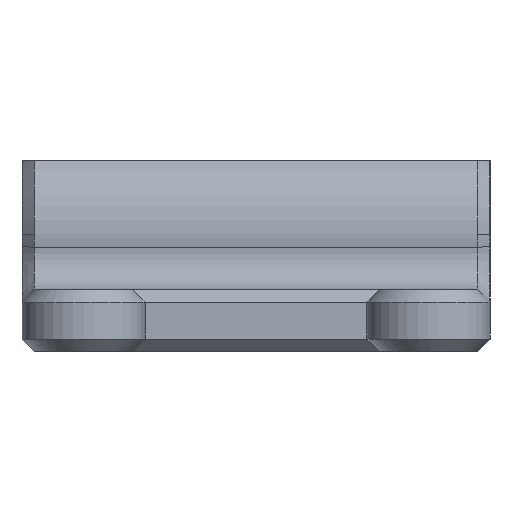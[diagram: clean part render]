
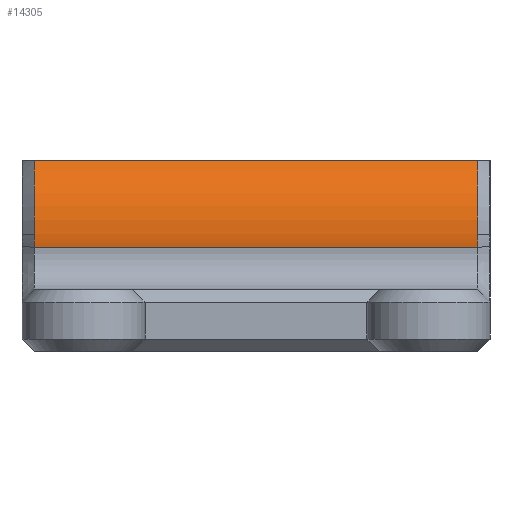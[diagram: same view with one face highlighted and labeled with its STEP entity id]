
A CAD part, left-side view. The second image highlights one B-rep face of the part: STEP entity #14305.
In plain terms, the highlighted cylindrical face has radius 7.5 mm (diameter 15 mm), a partial arc.
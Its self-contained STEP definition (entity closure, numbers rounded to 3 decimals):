
#7924 = CONICAL_SURFACE('',#7925,7.5,0.785);
#7925 = AXIS2_PLACEMENT_3D('',#7926,#7927,#7928);
#7926 = CARTESIAN_POINT('',(-28.,18.,9.5));
#7927 = DIRECTION('',(0.,-1.,0.));
#7928 = DIRECTION('',(-1.,0.,0.));
#7957 = CONICAL_SURFACE('',#7958,7.5,0.785);
#7958 = AXIS2_PLACEMENT_3D('',#7959,#7960,#7961);
#7959 = CARTESIAN_POINT('',(-28.,18.,9.5));
#7960 = DIRECTION('',(0.,-1.,0.));
#7961 = DIRECTION('',(-0.6,0.,0.8));
#7985 = PLANE('',#7986);
#7986 = AXIS2_PLACEMENT_3D('',#7987,#7988,#7989);
#7987 = CARTESIAN_POINT('',(-21.,-19.,15.5));
#7988 = DIRECTION('',(0.,0.,-1.));
#7989 = DIRECTION('',(-0.,-1.,0.));
#10178 = CONICAL_SURFACE('',#10179,7.5,0.785);
#10179 = AXIS2_PLACEMENT_3D('',#10180,#10181,#10182);
#10180 = CARTESIAN_POINT('',(-28.,-18.,9.5));
#10181 = DIRECTION('',(0.,1.,0.));
#10182 = DIRECTION('',(-1.,0.,0.));
#10211 = CONICAL_SURFACE('',#10212,7.5,0.785);
#10212 = AXIS2_PLACEMENT_3D('',#10213,#10214,#10215);
#10213 = CARTESIAN_POINT('',(-28.,-18.,9.5));
#10214 = DIRECTION('',(0.,1.,0.));
#10215 = DIRECTION('',(-0.99,0.,-0.143));
#11636 = VERTEX_POINT('',#11637);
#11637 = CARTESIAN_POINT('',(-35.423,18.,8.429));
#11673 = CYLINDRICAL_SURFACE('',#11674,3.);
#11674 = AXIS2_PLACEMENT_3D('',#11675,#11676,#11677);
#11675 = CARTESIAN_POINT('',(-38.392,-19.,8.));
#11676 = DIRECTION('',(0.,1.,0.));
#11677 = DIRECTION('',(0.99,0.,0.143
    ));
#11689 = VERTEX_POINT('',#11690);
#11690 = CARTESIAN_POINT('',(-35.5,18.,9.5));
#11711 = EDGE_CURVE('',#11689,#11636,#11712,.T.);
#11712 = SURFACE_CURVE('',#11713,(#11718,#11725),.PCURVE_S1.);
#11713 = CIRCLE('',#11714,7.5);
#11714 = AXIS2_PLACEMENT_3D('',#11715,#11716,#11717);
#11715 = CARTESIAN_POINT('',(-28.,18.,9.5));
#11716 = DIRECTION('',(0.,-1.,0.));
#11717 = DIRECTION('',(-1.,0.,0.));
#11718 = PCURVE('',#7924,#11719);
#11719 = DEFINITIONAL_REPRESENTATION('',(#11720),#11724);
#11720 = LINE('',#11721,#11722);
#11721 = CARTESIAN_POINT('',(0.,0.));
#11722 = VECTOR('',#11723,1.);
#11723 = DIRECTION('',(1.,0.));
#11724 = ( GEOMETRIC_REPRESENTATION_CONTEXT(2) 
PARAMETRIC_REPRESENTATION_CONTEXT() REPRESENTATION_CONTEXT('2D SPACE',''
  ) );
#11725 = PCURVE('',#11726,#11731);
#11726 = CYLINDRICAL_SURFACE('',#11727,7.5);
#11727 = AXIS2_PLACEMENT_3D('',#11728,#11729,#11730);
#11728 = CARTESIAN_POINT('',(-28.,-19.,9.5));
#11729 = DIRECTION('',(0.,1.,0.));
#11730 = DIRECTION('',(-1.,0.,0.));
#11731 = DEFINITIONAL_REPRESENTATION('',(#11732),#11736);
#11732 = LINE('',#11733,#11734);
#11733 = CARTESIAN_POINT('',(-6.283,37.));
#11734 = VECTOR('',#11735,1.);
#11735 = DIRECTION('',(-1.,0.));
#11736 = ( GEOMETRIC_REPRESENTATION_CONTEXT(2) 
PARAMETRIC_REPRESENTATION_CONTEXT() REPRESENTATION_CONTEXT('2D SPACE',''
  ) );
#11742 = VERTEX_POINT('',#11743);
#11743 = CARTESIAN_POINT('',(-32.5,18.,15.5));
#11793 = EDGE_CURVE('',#11742,#11689,#11794,.T.);
#11794 = SURFACE_CURVE('',#11795,(#11800,#11807),.PCURVE_S1.);
#11795 = CIRCLE('',#11796,7.5);
#11796 = AXIS2_PLACEMENT_3D('',#11797,#11798,#11799);
#11797 = CARTESIAN_POINT('',(-28.,18.,9.5));
#11798 = DIRECTION('',(0.,-1.,0.));
#11799 = DIRECTION('',(-0.6,0.,0.8));
#11800 = PCURVE('',#7957,#11801);
#11801 = DEFINITIONAL_REPRESENTATION('',(#11802),#11806);
#11802 = LINE('',#11803,#11804);
#11803 = CARTESIAN_POINT('',(0.,0.));
#11804 = VECTOR('',#11805,1.);
#11805 = DIRECTION('',(1.,0.));
#11806 = ( GEOMETRIC_REPRESENTATION_CONTEXT(2) 
PARAMETRIC_REPRESENTATION_CONTEXT() REPRESENTATION_CONTEXT('2D SPACE',''
  ) );
#11807 = PCURVE('',#11726,#11808);
#11808 = DEFINITIONAL_REPRESENTATION('',(#11809),#11813);
#11809 = LINE('',#11810,#11811);
#11810 = CARTESIAN_POINT('',(-5.356,37.));
#11811 = VECTOR('',#11812,1.);
#11812 = DIRECTION('',(-1.,0.));
#11813 = ( GEOMETRIC_REPRESENTATION_CONTEXT(2) 
PARAMETRIC_REPRESENTATION_CONTEXT() REPRESENTATION_CONTEXT('2D SPACE',''
  ) );
#11842 = EDGE_CURVE('',#11843,#11742,#11845,.T.);
#11843 = VERTEX_POINT('',#11844);
#11844 = CARTESIAN_POINT('',(-32.5,-18.,15.5));
#11845 = SURFACE_CURVE('',#11846,(#11850,#11857),.PCURVE_S1.);
#11846 = LINE('',#11847,#11848);
#11847 = CARTESIAN_POINT('',(-32.5,-19.,15.5));
#11848 = VECTOR('',#11849,1.);
#11849 = DIRECTION('',(0.,1.,0.));
#11850 = PCURVE('',#7985,#11851);
#11851 = DEFINITIONAL_REPRESENTATION('',(#11852),#11856);
#11852 = LINE('',#11853,#11854);
#11853 = CARTESIAN_POINT('',(-0.,11.5));
#11854 = VECTOR('',#11855,1.);
#11855 = DIRECTION('',(-1.,-0.));
#11856 = ( GEOMETRIC_REPRESENTATION_CONTEXT(2) 
PARAMETRIC_REPRESENTATION_CONTEXT() REPRESENTATION_CONTEXT('2D SPACE',''
  ) );
#11857 = PCURVE('',#11726,#11858);
#11858 = DEFINITIONAL_REPRESENTATION('',(#11859),#11863);
#11859 = LINE('',#11860,#11861);
#11860 = CARTESIAN_POINT('',(-5.356,0.));
#11861 = VECTOR('',#11862,1.);
#11862 = DIRECTION('',(-0.,1.));
#11863 = ( GEOMETRIC_REPRESENTATION_CONTEXT(2) 
PARAMETRIC_REPRESENTATION_CONTEXT() REPRESENTATION_CONTEXT('2D SPACE',''
  ) );
#12897 = VERTEX_POINT('',#12898);
#12898 = CARTESIAN_POINT('',(-35.5,-18.,9.5));
#12919 = EDGE_CURVE('',#12897,#11843,#12920,.T.);
#12920 = SURFACE_CURVE('',#12921,(#12926,#12933),.PCURVE_S1.);
#12921 = CIRCLE('',#12922,7.5);
#12922 = AXIS2_PLACEMENT_3D('',#12923,#12924,#12925);
#12923 = CARTESIAN_POINT('',(-28.,-18.,9.5));
#12924 = DIRECTION('',(0.,1.,0.));
#12925 = DIRECTION('',(-1.,0.,0.));
#12926 = PCURVE('',#10178,#12927);
#12927 = DEFINITIONAL_REPRESENTATION('',(#12928),#12932);
#12928 = LINE('',#12929,#12930);
#12929 = CARTESIAN_POINT('',(0.,0.));
#12930 = VECTOR('',#12931,1.);
#12931 = DIRECTION('',(1.,0.));
#12932 = ( GEOMETRIC_REPRESENTATION_CONTEXT(2) 
PARAMETRIC_REPRESENTATION_CONTEXT() REPRESENTATION_CONTEXT('2D SPACE',''
  ) );
#12933 = PCURVE('',#11726,#12934);
#12934 = DEFINITIONAL_REPRESENTATION('',(#12935),#12939);
#12935 = LINE('',#12936,#12937);
#12936 = CARTESIAN_POINT('',(-6.283,1.));
#12937 = VECTOR('',#12938,1.);
#12938 = DIRECTION('',(1.,-0.));
#12939 = ( GEOMETRIC_REPRESENTATION_CONTEXT(2) 
PARAMETRIC_REPRESENTATION_CONTEXT() REPRESENTATION_CONTEXT('2D SPACE',''
  ) );
#12945 = VERTEX_POINT('',#12946);
#12946 = CARTESIAN_POINT('',(-35.423,-18.,8.429));
#12967 = EDGE_CURVE('',#12945,#12897,#12968,.T.);
#12968 = SURFACE_CURVE('',#12969,(#12974,#12981),.PCURVE_S1.);
#12969 = CIRCLE('',#12970,7.5);
#12970 = AXIS2_PLACEMENT_3D('',#12971,#12972,#12973);
#12971 = CARTESIAN_POINT('',(-28.,-18.,9.5));
#12972 = DIRECTION('',(0.,1.,0.));
#12973 = DIRECTION('',(-0.99,0.,-0.143));
#12974 = PCURVE('',#10211,#12975);
#12975 = DEFINITIONAL_REPRESENTATION('',(#12976),#12980);
#12976 = LINE('',#12977,#12978);
#12977 = CARTESIAN_POINT('',(0.,0.));
#12978 = VECTOR('',#12979,1.);
#12979 = DIRECTION('',(1.,0.));
#12980 = ( GEOMETRIC_REPRESENTATION_CONTEXT(2) 
PARAMETRIC_REPRESENTATION_CONTEXT() REPRESENTATION_CONTEXT('2D SPACE',''
  ) );
#12981 = PCURVE('',#11726,#12982);
#12982 = DEFINITIONAL_REPRESENTATION('',(#12983),#12987);
#12983 = LINE('',#12984,#12985);
#12984 = CARTESIAN_POINT('',(-6.427,1.));
#12985 = VECTOR('',#12986,1.);
#12986 = DIRECTION('',(1.,-0.));
#12987 = ( GEOMETRIC_REPRESENTATION_CONTEXT(2) 
PARAMETRIC_REPRESENTATION_CONTEXT() REPRESENTATION_CONTEXT('2D SPACE',''
  ) );
#14284 = EDGE_CURVE('',#12945,#11636,#14285,.T.);
#14285 = SURFACE_CURVE('',#14286,(#14290,#14297),.PCURVE_S1.);
#14286 = LINE('',#14287,#14288);
#14287 = CARTESIAN_POINT('',(-35.423,-19.,8.429));
#14288 = VECTOR('',#14289,1.);
#14289 = DIRECTION('',(0.,1.,0.));
#14290 = PCURVE('',#11673,#14291);
#14291 = DEFINITIONAL_REPRESENTATION('',(#14292),#14296);
#14292 = LINE('',#14293,#14294);
#14293 = CARTESIAN_POINT('',(0.,0.));
#14294 = VECTOR('',#14295,1.);
#14295 = DIRECTION('',(0.,1.));
#14296 = ( GEOMETRIC_REPRESENTATION_CONTEXT(2) 
PARAMETRIC_REPRESENTATION_CONTEXT() REPRESENTATION_CONTEXT('2D SPACE',''
  ) );
#14297 = PCURVE('',#11726,#14298);
#14298 = DEFINITIONAL_REPRESENTATION('',(#14299),#14303);
#14299 = LINE('',#14300,#14301);
#14300 = CARTESIAN_POINT('',(-6.427,0.));
#14301 = VECTOR('',#14302,1.);
#14302 = DIRECTION('',(-0.,1.));
#14303 = ( GEOMETRIC_REPRESENTATION_CONTEXT(2) 
PARAMETRIC_REPRESENTATION_CONTEXT() REPRESENTATION_CONTEXT('2D SPACE',''
  ) );
#14305 = ADVANCED_FACE('',(#14306),#11726,.T.);
#14306 = FACE_BOUND('',#14307,.F.);
#14307 = EDGE_LOOP('',(#14308,#14309,#14310,#14311,#14312,#14313));
#14308 = ORIENTED_EDGE('',*,*,#14284,.T.);
#14309 = ORIENTED_EDGE('',*,*,#11711,.F.);
#14310 = ORIENTED_EDGE('',*,*,#11793,.F.);
#14311 = ORIENTED_EDGE('',*,*,#11842,.F.);
#14312 = ORIENTED_EDGE('',*,*,#12919,.F.);
#14313 = ORIENTED_EDGE('',*,*,#12967,.F.);
